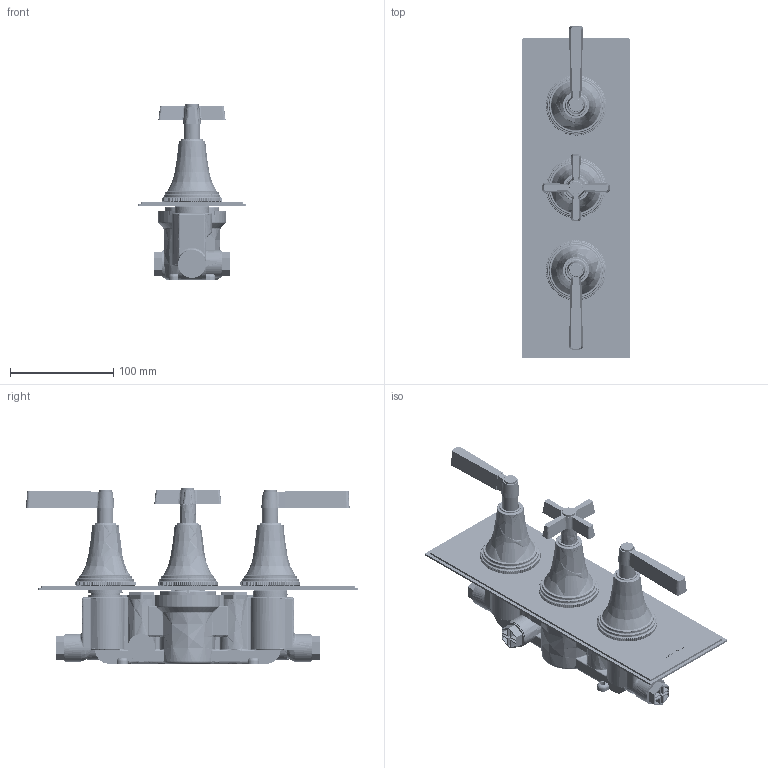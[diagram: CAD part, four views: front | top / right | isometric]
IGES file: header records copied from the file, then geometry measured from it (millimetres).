
Global section: file name: V602-TM; native system: Autodesk Inventor 2018; preprocessor: unknown; author: adaniels; date: 20171023.135512; units: millimetre
Bounding box: 105 x 321.92 x 170.4 mm (x, y, z)
Volume: 705573.7 mm3; surface area: 379674.2 mm2
Topology: 82 solids, 87 shells, 4577 faces, 11534 edges, 7298 vertices
Faces by surface type: bspline 4577
